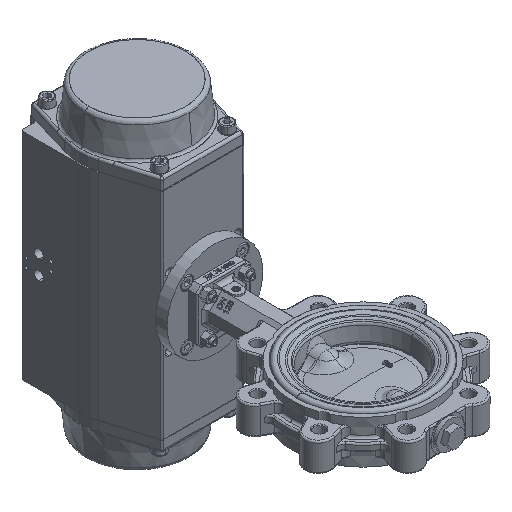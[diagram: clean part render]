
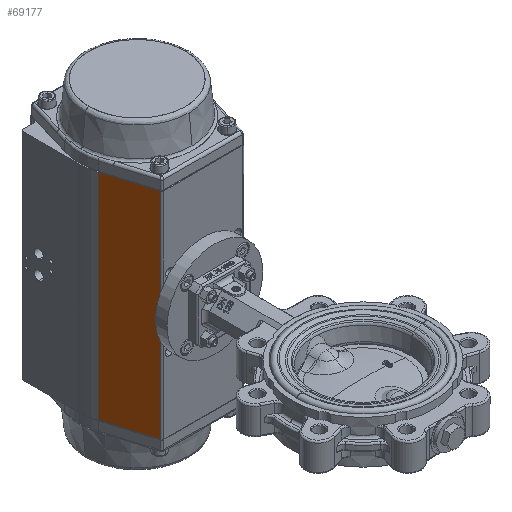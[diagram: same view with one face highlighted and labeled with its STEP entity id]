
A CAD part, isometric view. The second image highlights one B-rep face of the part: STEP entity #69177.
In plain terms, the highlighted planar face has unit normal (0.958, 0.288, 0).
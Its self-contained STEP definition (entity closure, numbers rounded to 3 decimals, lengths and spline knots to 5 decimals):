
#2199 = CARTESIAN_POINT ( 'NONE',  ( -0.08655, 0.10537, 0.199 ) ) ;
#2625 = VECTOR ( 'NONE', #71670, 1. ) ;
#4096 = AXIS2_PLACEMENT_3D ( 'NONE', #39130, #21422, #73678 ) ;
#4477 = ORIENTED_EDGE ( 'NONE', *, *, #63535, .T. ) ;
#4887 = EDGE_CURVE ( 'NONE', #5547, #24734, #66235, .T. ) ;
#5547 = VERTEX_POINT ( 'NONE', #30535 ) ;
#12721 = DIRECTION ( 'NONE',  ( -0.288, 0.958, 0. ) ) ;
#21422 = DIRECTION ( 'NONE',  ( 0.958, 0.288, 0. ) ) ;
#22651 = EDGE_CURVE ( 'NONE', #24734, #32975, #24265, .T. ) ;
#24265 = LINE ( 'NONE', #52718, #64907 ) ;
#24734 = VERTEX_POINT ( 'NONE', #2199 ) ;
#30535 = CARTESIAN_POINT ( 'NONE',  ( -0.08655, 0.10537, 0.479 ) ) ;
#30953 = CARTESIAN_POINT ( 'NONE',  ( -0.10519, 0.16734, 0.199 ) ) ;
#32975 = VERTEX_POINT ( 'NONE', #75532 ) ;
#34123 = ORIENTED_EDGE ( 'NONE', *, *, #4887, .T. ) ;
#35079 = ORIENTED_EDGE ( 'NONE', *, *, #22651, .T. ) ;
#35593 = LINE ( 'NONE', #41376, #71266 ) ;
#36297 = CARTESIAN_POINT ( 'NONE',  ( -0.08655, 0.10537, 0.199 ) ) ;
#38371 = CARTESIAN_POINT ( 'NONE',  ( -0.10519, 0.16734, 0.479 ) ) ;
#39130 = CARTESIAN_POINT ( 'NONE',  ( -0.08655, 0.10537, 0.199 ) ) ;
#41376 = CARTESIAN_POINT ( 'NONE',  ( -0.08655, 0.10537, 0.479 ) ) ;
#42886 = LINE ( 'NONE', #30953, #2625 ) ;
#44164 = ORIENTED_EDGE ( 'NONE', *, *, #57581, .T. ) ;
#45835 = EDGE_LOOP ( 'NONE', ( #4477, #44164, #34123, #35079 ) ) ;
#50116 = VECTOR ( 'NONE', #59725, 1. ) ;
#51032 = PLANE ( 'NONE',  #4096 ) ;
#52718 = CARTESIAN_POINT ( 'NONE',  ( -0.08655, 0.10537, 0.199 ) ) ;
#53800 = VERTEX_POINT ( 'NONE', #38371 ) ;
#57581 = EDGE_CURVE ( 'NONE', #53800, #5547, #35593, .T. ) ;
#59725 = DIRECTION ( 'NONE',  ( 0., 0., -1. ) ) ;
#63535 = EDGE_CURVE ( 'NONE', #32975, #53800, #42886, .T. ) ;
#64907 = VECTOR ( 'NONE', #12721, 1. ) ;
#66235 = LINE ( 'NONE', #36297, #50116 ) ;
#69177 = ADVANCED_FACE ( 'NONE', ( #74048 ), #51032, .T. ) ;
#70922 = DIRECTION ( 'NONE',  ( 0.288, -0.958, 0. ) ) ;
#71266 = VECTOR ( 'NONE', #70922, 1. ) ;
#71670 = DIRECTION ( 'NONE',  ( 0., 0., 1. ) ) ;
#73678 = DIRECTION ( 'NONE',  ( 0.288, -0.958, 0. ) ) ;
#74048 = FACE_OUTER_BOUND ( 'NONE', #45835, .T. ) ;
#75532 = CARTESIAN_POINT ( 'NONE',  ( -0.10519, 0.16734, 0.199 ) ) ;
